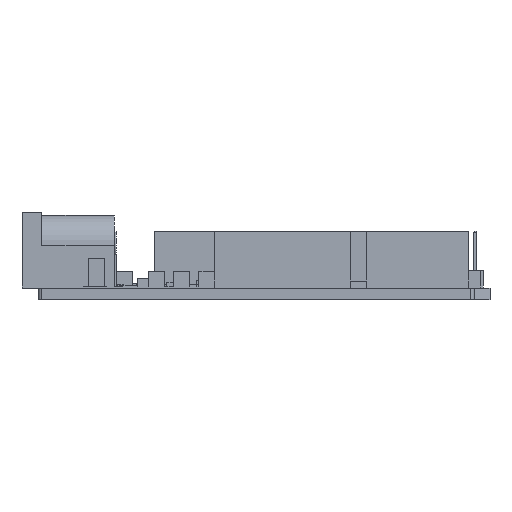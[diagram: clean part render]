
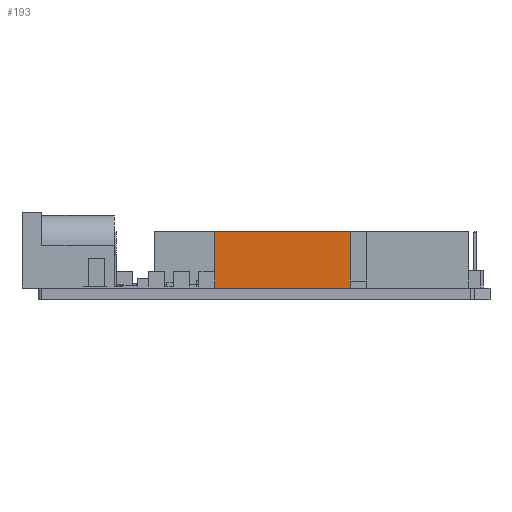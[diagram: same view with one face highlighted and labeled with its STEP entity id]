
A CAD part, front view. The second image highlights one B-rep face of the part: STEP entity #193.
In plain terms, the highlighted planar face has unit normal (0, -1, 0).
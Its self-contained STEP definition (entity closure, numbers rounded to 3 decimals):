
#193 = ADVANCED_FACE ( 'NONE', ( #18715 ), #5742, .F. ) ;
#814 = CARTESIAN_POINT ( 'NONE',  ( 26.7, -52., 10.3 ) ) ;
#1155 = ORIENTED_EDGE ( 'NONE', *, *, #8009, .F. ) ;
#1514 = CARTESIAN_POINT ( 'NONE',  ( 47.2, -52., 10.3 ) ) ;
#2149 = EDGE_CURVE ( 'NONE', #11254, #10063, #17452, .T. ) ;
#2979 = DIRECTION ( 'NONE',  ( 0., 0., -1. ) ) ;
#3741 = CARTESIAN_POINT ( 'NONE',  ( 47.2, -52., 10.3 ) ) ;
#3832 = CARTESIAN_POINT ( 'NONE',  ( 26.7, -52., 10.3 ) ) ;
#4031 = LINE ( 'NONE', #814, #15898 ) ;
#4253 = CARTESIAN_POINT ( 'NONE',  ( 47.2, -52., 10.3 ) ) ;
#4466 = CARTESIAN_POINT ( 'NONE',  ( 47.2, -52., 1.8 ) ) ;
#5742 = PLANE ( 'NONE',  #7884 ) ;
#6059 = ORIENTED_EDGE ( 'NONE', *, *, #10365, .T. ) ;
#6592 = EDGE_CURVE ( 'NONE', #8132, #10063, #8315, .T. ) ;
#7091 = CARTESIAN_POINT ( 'NONE',  ( 26.7, -52., 1.8 ) ) ;
#7232 = DIRECTION ( 'NONE',  ( 0., 1., 0. ) ) ;
#7275 = VECTOR ( 'NONE', #8264, 1000. ) ;
#7392 = VECTOR ( 'NONE', #16357, 1000. ) ;
#7724 = LINE ( 'NONE', #3741, #7275 ) ;
#7884 = AXIS2_PLACEMENT_3D ( 'NONE', #16166, #7232, #17652 ) ;
#8009 = EDGE_CURVE ( 'NONE', #12743, #11254, #7724, .T. ) ;
#8132 = VERTEX_POINT ( 'NONE', #7091 ) ;
#8264 = DIRECTION ( 'NONE',  ( 1., 0., 0. ) ) ;
#8315 = LINE ( 'NONE', #4466, #7392 ) ;
#9011 = CARTESIAN_POINT ( 'NONE',  ( 47.2, -52., 1.8 ) ) ;
#10063 = VERTEX_POINT ( 'NONE', #9011 ) ;
#10365 = EDGE_CURVE ( 'NONE', #12743, #8132, #4031, .T. ) ;
#11214 = DIRECTION ( 'NONE',  ( 0., 0., -1. ) ) ;
#11254 = VERTEX_POINT ( 'NONE', #4253 ) ;
#12177 = ORIENTED_EDGE ( 'NONE', *, *, #2149, .F. ) ;
#12743 = VERTEX_POINT ( 'NONE', #3832 ) ;
#13493 = VECTOR ( 'NONE', #2979, 1000. ) ;
#15898 = VECTOR ( 'NONE', #11214, 1000. ) ;
#16166 = CARTESIAN_POINT ( 'NONE',  ( 47.2, -52., 10.3 ) ) ;
#16357 = DIRECTION ( 'NONE',  ( 1., 0., 0. ) ) ;
#17452 = LINE ( 'NONE', #1514, #13493 ) ;
#17652 = DIRECTION ( 'NONE',  ( 0., 0., 1. ) ) ;
#17909 = ORIENTED_EDGE ( 'NONE', *, *, #6592, .T. ) ;
#18046 = EDGE_LOOP ( 'NONE', ( #17909, #12177, #1155, #6059 ) ) ;
#18715 = FACE_OUTER_BOUND ( 'NONE', #18046, .T. ) ;
